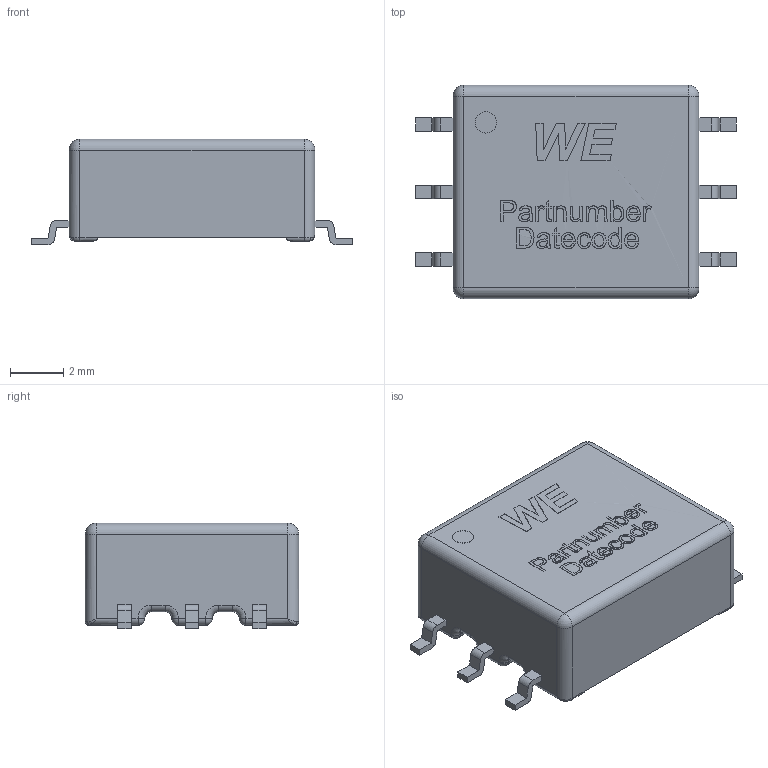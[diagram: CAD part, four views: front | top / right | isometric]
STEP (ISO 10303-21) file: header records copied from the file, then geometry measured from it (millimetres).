
FILE_DESCRIPTION(/* description */ ('Unknown'),/* implementation_level */ '2;1');
FILE_NAME(/* name */ 'T_Wurth_WE-PSPA-1208',/* time_stamp */ '2025-09-11T17:51:15+08:00',/* author */ ('Unknown'),/* organization */ ('Unknown'),/* preprocessor_version */ 'ST-DEVELOPER v19.4',/* originating_system */ 'Solid Edge',/* authorisation */ 'Unknown');
FILE_SCHEMA (('AUTOMOTIVE_DESIGN {1 0 10303 214 3 1 1}'));
Length unit declared in the file: millimetre
Products named in the file (2): T_Wurth_WE-PSPA-1208
Assembly tree (1 placements, depth 2):
  T_Wurth_WE-PSPA-1208
    T_Wurth_WE-PSPA-1208
Bounding box: 12.07 x 8.03 x 3.97 mm (x, y, z)
Volume: 147.7 mm3; surface area: 424.5 mm2
Topology: 1 solids, 1 shells, 404 faces, 993 edges, 601 vertices
Faces by surface type: plane 219, cylinder 89, bspline 44, torus 28, sphere 24
Full cylindrical faces by diameter (mm): 0.8 x1, 2.8 x1, 5.99 x1
Entity records: 15561 total; most frequent: CARTESIAN_POINT 4018, ORIENTED_EDGE 1908, DIRECTION 1551, EDGE_CURVE 954, VERTEX_POINT 601, AXIS2_PLACEMENT_3D 560, EDGE_LOOP 453, FACE_BOUND 453
